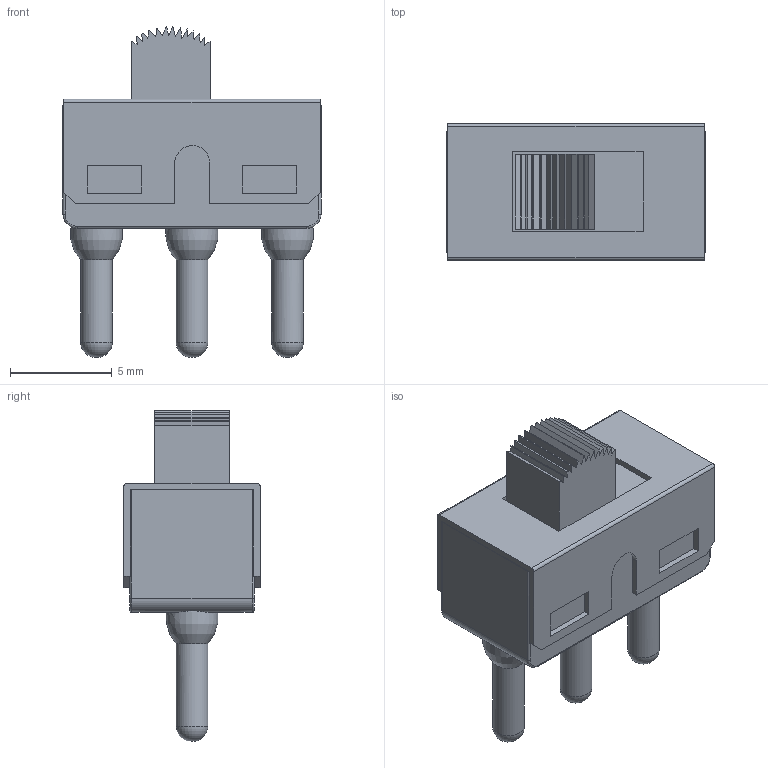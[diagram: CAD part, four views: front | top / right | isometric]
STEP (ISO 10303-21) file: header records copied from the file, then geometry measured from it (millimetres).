
FILE_DESCRIPTION(/* description */ ('Unknown'),/* implementation_level */ '2;1');
FILE_NAME(/* name */ '1101M2S3CGE2',/* time_stamp */ '2023-07-27T14:46:39+02:00',/* author */ ('Unknown'),/* organization */ ('Unknown'),/* preprocessor_version */ 'ST-DEVELOPER v18.102',/* originating_system */ 'Solid Edge',/* authorisation */ 'Unknown');
FILE_SCHEMA (('AUTOMOTIVE_DESIGN {1 0 10303 214 3 1 1}'));
Length unit declared in the file: millimetre
Products named in the file (1): 1101M2S3CGE2
Bounding box: 12.7 x 6.71 x 16.28 mm (x, y, z)
Volume: 610.7 mm3; surface area: 591.4 mm2
Topology: 1 solids, 1 shells, 114 faces, 301 edges, 196 vertices
Faces by surface type: plane 82, cylinder 22, torus 10
Full cylindrical faces by diameter (mm): 1.57 x3
Entity records: 4258 total; most frequent: CARTESIAN_POINT 607, ORIENTED_EDGE 580, DIRECTION 576, EDGE_CURVE 290, LINE 230, VECTOR 230, VERTEX_POINT 194, AXIS2_PLACEMENT_3D 173
